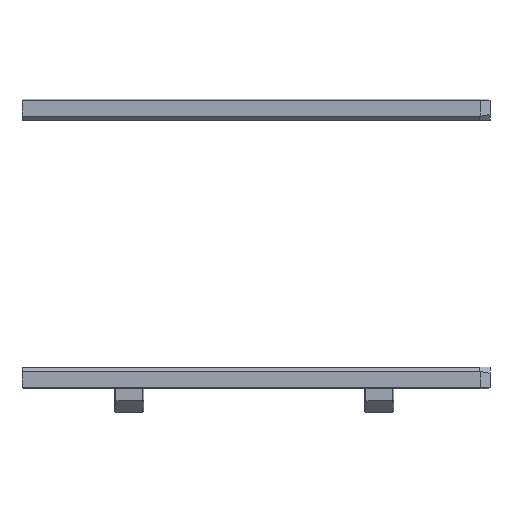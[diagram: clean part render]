
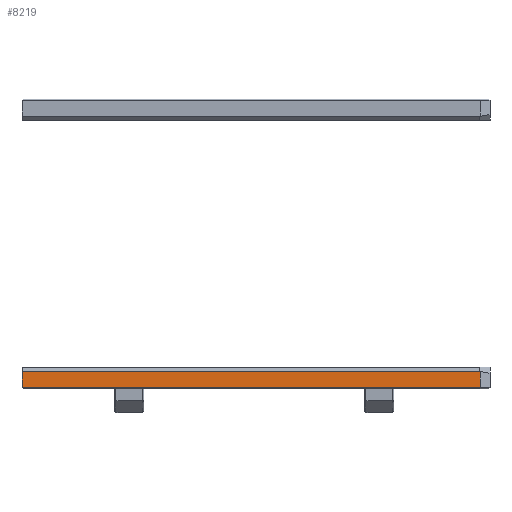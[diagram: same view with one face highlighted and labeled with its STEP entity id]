
A CAD part, front view. The second image highlights one B-rep face of the part: STEP entity #8219.
In plain terms, the highlighted face is planar.
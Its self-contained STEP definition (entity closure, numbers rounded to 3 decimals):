
#520=FACE_OUTER_BOUND('',#1024,.T.);
#1024=EDGE_LOOP('',(#6536,#6537,#6538,#6539,#6540));
#1723=LINE('',#12251,#2801);
#1726=LINE('',#12255,#2804);
#1728=LINE('',#12260,#2806);
#1862=LINE('',#12526,#2940);
#1863=LINE('',#12528,#2941);
#2801=VECTOR('',#10012,10.);
#2804=VECTOR('',#10017,10.);
#2806=VECTOR('',#10021,10.);
#2940=VECTOR('',#10277,10.);
#2941=VECTOR('',#10280,10.);
#3722=VERTEX_POINT('',#12142);
#3755=VERTEX_POINT('',#12247);
#3757=VERTEX_POINT('',#12250);
#3759=VERTEX_POINT('',#12259);
#3830=VERTEX_POINT('',#12524);
#4649=EDGE_CURVE('',#3755,#3757,#1723,.T.);
#4652=EDGE_CURVE('',#3757,#3722,#1726,.F.);
#4654=EDGE_CURVE('',#3722,#3759,#1728,.T.);
#4788=EDGE_CURVE('',#3830,#3755,#1862,.T.);
#4789=EDGE_CURVE('',#3759,#3830,#1863,.T.);
#6536=ORIENTED_EDGE('',*,*,#4654,.F.);
#6537=ORIENTED_EDGE('',*,*,#4652,.F.);
#6538=ORIENTED_EDGE('',*,*,#4649,.F.);
#6539=ORIENTED_EDGE('',*,*,#4788,.F.);
#6540=ORIENTED_EDGE('',*,*,#4789,.F.);
#7779=PLANE('',#8800);
#8219=ADVANCED_FACE('',(#520),#7779,.T.);
#8800=AXIS2_PLACEMENT_3D('',#12527,#10278,#10279);
#10012=DIRECTION('',(-0.855,0.,-0.518));
#10017=DIRECTION('',(0.,0.,1.));
#10021=DIRECTION('',(1.,0.,0.));
#10277=DIRECTION('',(-1.,0.,0.));
#10278=DIRECTION('center_axis',(0.,1.,0.));
#10279=DIRECTION('ref_axis',(0.,0.,
-1.));
#10280=DIRECTION('',(0.,0.,1.));
#12142=CARTESIAN_POINT('',(14.438,-33.754,8.356));
#12247=CARTESIAN_POINT('',(14.475,-33.754,13.856));
#12250=CARTESIAN_POINT('',(14.438,-33.754,13.834));
#12251=CARTESIAN_POINT('',(71.289,-33.754,48.291));
#12255=CARTESIAN_POINT('',(14.438,-33.754,13.044));
#12259=CARTESIAN_POINT('',(172.,-33.754,8.356));
#12260=CARTESIAN_POINT('',(171.,-33.754,8.356));
#12524=CARTESIAN_POINT('',(172.,-33.754,13.856));
#12526=CARTESIAN_POINT('',(171.,-33.754,13.856));
#12527=CARTESIAN_POINT('Origin',(171.,-33.754,13.556));
#12528=CARTESIAN_POINT('',(172.,-33.754,12.431));
